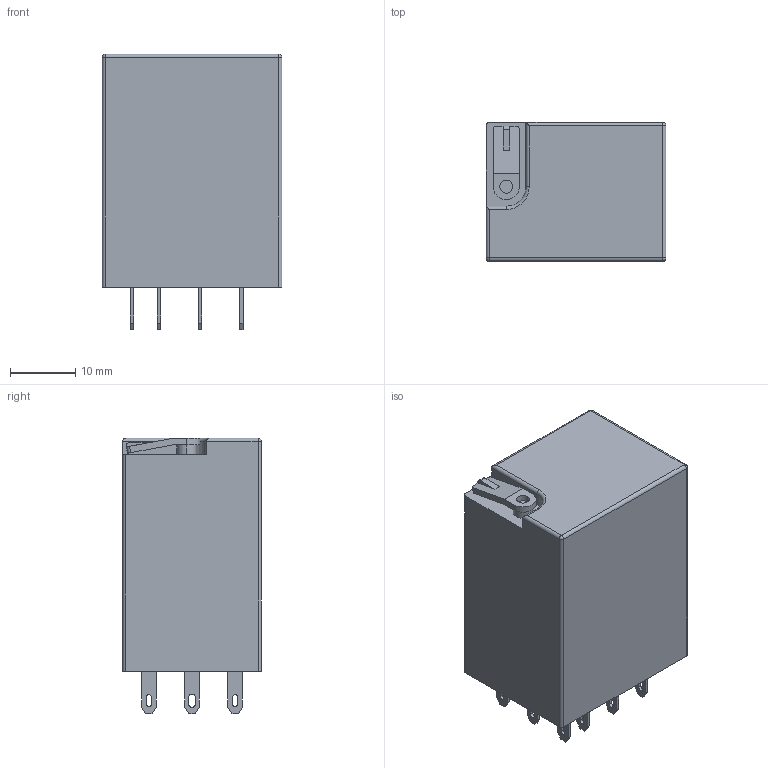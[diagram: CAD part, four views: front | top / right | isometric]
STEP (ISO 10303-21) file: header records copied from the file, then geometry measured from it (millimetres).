
FILE_DESCRIPTION (( 'STEP AP214' ), '1' );
FILE_NAME ('R3N.STEP', '2015-02-02T06:10:20', ( '' ), ( '' ), 'SwSTEP 2.0', 'SolidWorks 2012', '' );
FILE_SCHEMA (( 'AUTOMOTIVE_DESIGN' ));
Length unit declared in the file: millimetre
Products named in the file (1): R3N
Bounding box: 27.5 x 21.2 x 42.1 mm (x, y, z)
Volume: 20670.7 mm3; surface area: 5065 mm2
Topology: 1 solids, 1 shells, 164 faces, 434 edges, 283 vertices
Faces by surface type: plane 119, cylinder 41, sphere 3, torus 1
Entity records: 5902 total; most frequent: CARTESIAN_POINT 885, ORIENTED_EDGE 862, DIRECTION 838, EDGE_CURVE 431, LINE 350, VECTOR 350, VERTEX_POINT 283, AXIS2_PLACEMENT_3D 244
